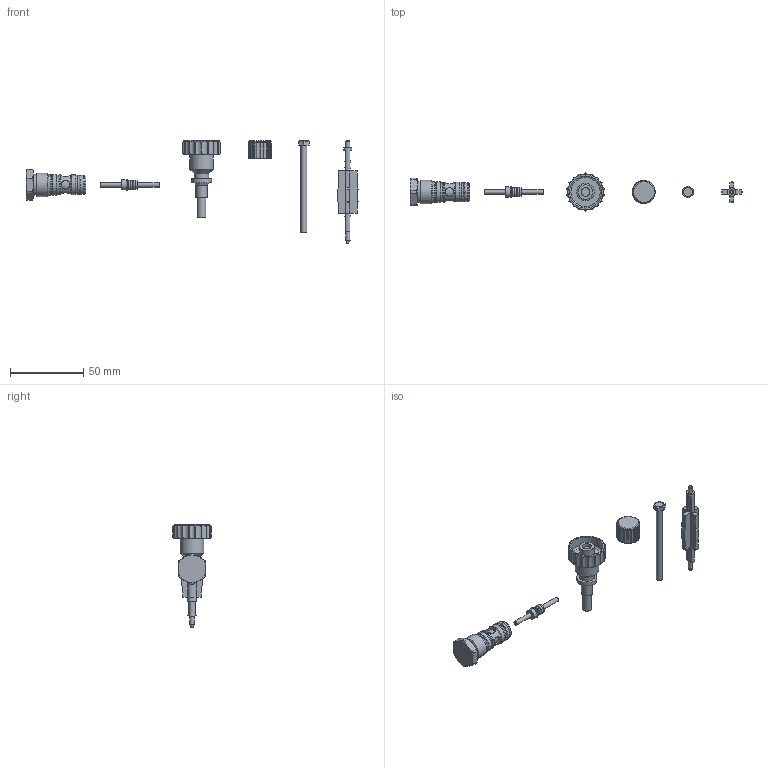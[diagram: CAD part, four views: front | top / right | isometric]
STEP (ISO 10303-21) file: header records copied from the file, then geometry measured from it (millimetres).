
FILE_DESCRIPTION(/* description */ ('Unknown'),/* implementation_level */ '2;1');
FILE_NAME(/* name */ 'Repair-Kit_ST-2300 202300490',/* time_stamp */ '2023-07-31T13:19:23+02:00',/* author */ ('Unknown'),/* organization */ ('Unknown'),/* preprocessor_version */ 'ST-DEVELOPER v18.104',/* originating_system */ 'Solid Edge',/* authorisation */ 'Unknown');
FILE_SCHEMA (('AUTOMOTIVE_DESIGN {1 0 10303 214 3 1 1}'));
Length unit declared in the file: millimetre
Products named in the file (1): Repair-Kit_ST-2300 202300490
Bounding box: 226.98 x 26 x 70.19 mm (x, y, z)
Volume: 18857.2 mm3; surface area: 11895.8 mm2
Topology: 7 solids, 7 shells, 383 faces, 948 edges, 611 vertices
Faces by surface type: cylinder 209, plane 81, cone 73, torus 14, sphere 6
Full cylindrical faces by diameter (mm): 2.9 x2, 3 x3, 4 x1, 4.2 x1, 5.599 x1, 5.699 x1, 5.799 x1, 5.899 x1, 5.999 x5, 6 x2, 6.299 x1, 6.399 x1, 6.999 x1, 7.6 x1, 10 x2, 10.599 x1, 12.499 x1, 12.999 x3, 13.499 x1, 13.699 x1, 13.7 x1, 13.999 x2, 14.299 x1, 15.998 x1, 16 x1, 22 x1
Entity records: 12713 total; most frequent: CARTESIAN_POINT 2871, DIRECTION 1692, ORIENTED_EDGE 1676, EDGE_CURVE 838, AXIS2_PLACEMENT_3D 719, VERTEX_POINT 578, FACE_BOUND 490, EDGE_LOOP 489
